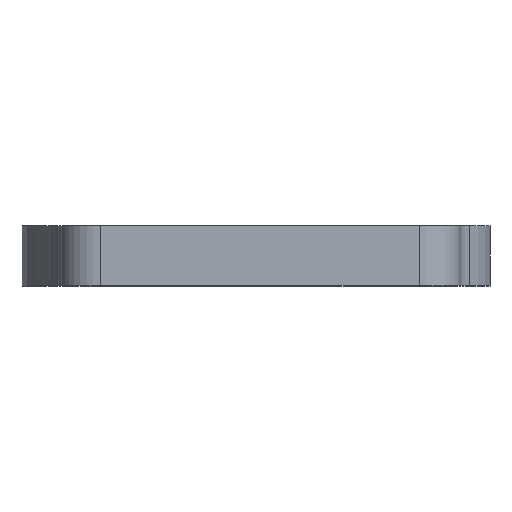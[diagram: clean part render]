
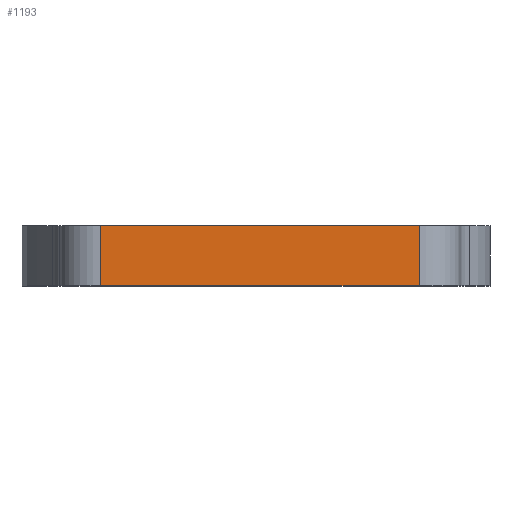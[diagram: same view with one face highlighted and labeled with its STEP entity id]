
A CAD part, top view. The second image highlights one B-rep face of the part: STEP entity #1193.
In plain terms, the highlighted planar face has unit normal (0, 0, 1).
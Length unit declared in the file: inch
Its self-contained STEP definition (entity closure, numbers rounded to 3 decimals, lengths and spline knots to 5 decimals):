
#59 = EDGE_CURVE ( 'NONE', #1245, #856, #1184, .T. ) ;
#261 = ORIENTED_EDGE ( 'NONE', *, *, #320, .T. ) ;
#320 = EDGE_CURVE ( 'NONE', #660, #1001, #948, .T. ) ;
#346 = CARTESIAN_POINT ( 'NONE',  ( 0., 0.375, 0. ) ) ;
#560 = LINE ( 'NONE', #984, #1032 ) ;
#660 = VERTEX_POINT ( 'NONE', #1850 ) ;
#740 = DIRECTION ( 'NONE',  ( 0., 0., -1. ) ) ;
#762 = DIRECTION ( 'NONE',  ( 0., -1., 0. ) ) ;
#778 = VECTOR ( 'NONE', #1411, 39.37008 ) ;
#790 = EDGE_LOOP ( 'NONE', ( #1644, #2140, #1168, #261 ) ) ;
#856 = VERTEX_POINT ( 'NONE', #971 ) ;
#881 = LINE ( 'NONE', #894, #778 ) ;
#894 = CARTESIAN_POINT ( 'NONE',  ( 0., 0., 0. ) ) ;
#914 = DIRECTION ( 'NONE',  ( 0., 1., 0. ) ) ;
#948 = LINE ( 'NONE', #1628, #2113 ) ;
#971 = CARTESIAN_POINT ( 'NONE',  ( 2.245, 0.375, 0. ) ) ;
#984 = CARTESIAN_POINT ( 'NONE',  ( 0., 0.375, 0. ) ) ;
#1000 = CARTESIAN_POINT ( 'NONE',  ( 2.245, 0.375, 0. ) ) ;
#1001 = VERTEX_POINT ( 'NONE', #1866 ) ;
#1028 = EDGE_CURVE ( 'NONE', #660, #856, #560, .T. ) ;
#1032 = VECTOR ( 'NONE', #1433, 39.37008 ) ;
#1168 = ORIENTED_EDGE ( 'NONE', *, *, #1028, .F. ) ;
#1184 = LINE ( 'NONE', #1000, #2158 ) ;
#1185 = DIRECTION ( 'NONE',  ( -1., 0., 0. ) ) ;
#1193 = ADVANCED_FACE ( 'NONE', ( #1639 ), #2061, .F. ) ;
#1245 = VERTEX_POINT ( 'NONE', #1988 ) ;
#1336 = EDGE_CURVE ( 'NONE', #1001, #1245, #881, .T. ) ;
#1411 = DIRECTION ( 'NONE',  ( 1., 0., 0. ) ) ;
#1433 = DIRECTION ( 'NONE',  ( 1., 0., 0. ) ) ;
#1612 = AXIS2_PLACEMENT_3D ( 'NONE', #346, #740, #1185 ) ;
#1628 = CARTESIAN_POINT ( 'NONE',  ( 0.255, 0.375, 0. ) ) ;
#1639 = FACE_OUTER_BOUND ( 'NONE', #790, .T. ) ;
#1644 = ORIENTED_EDGE ( 'NONE', *, *, #1336, .T. ) ;
#1850 = CARTESIAN_POINT ( 'NONE',  ( 0.255, 0.375, 0. ) ) ;
#1866 = CARTESIAN_POINT ( 'NONE',  ( 0.255, 0., 0. ) ) ;
#1988 = CARTESIAN_POINT ( 'NONE',  ( 2.245, 0., 0. ) ) ;
#2061 = PLANE ( 'NONE',  #1612 ) ;
#2113 = VECTOR ( 'NONE', #762, 39.37008 ) ;
#2140 = ORIENTED_EDGE ( 'NONE', *, *, #59, .T. ) ;
#2158 = VECTOR ( 'NONE', #914, 39.37008 ) ;
